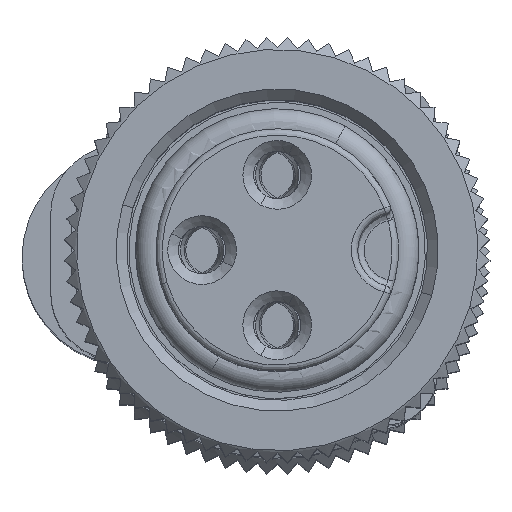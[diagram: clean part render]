
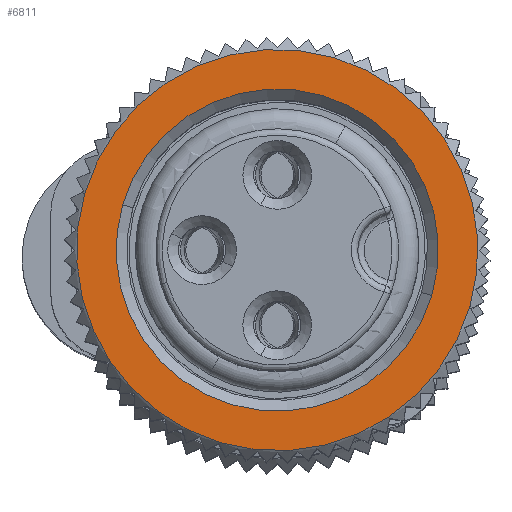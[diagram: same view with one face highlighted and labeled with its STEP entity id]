
A CAD part, top view. The second image highlights one B-rep face of the part: STEP entity #6811.
In plain terms, the highlighted planar face has unit normal (0, 0, 1).
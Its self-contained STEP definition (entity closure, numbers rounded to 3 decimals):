
#4577=AXIS2_PLACEMENT_3D('Circle Axis2P3D',#4575,#4576,$) ;
#6200=AXIS2_PLACEMENT_3D('Circle Axis2P3D',#6198,#6199,$) ;
#6787=AXIS2_PLACEMENT_3D('Plane Axis2P3D',#6784,#6785,#6786) ;
#6795=AXIS2_PLACEMENT_3D('Circle Axis2P3D',#6793,#6794,$) ;
#6804=AXIS2_PLACEMENT_3D('Circle Axis2P3D',#6802,#6803,$) ;
#4572=CARTESIAN_POINT('Vertex',(1.459,6.269,168.312)) ;
#4575=CARTESIAN_POINT('Axis2P3D Location',(5.942,4.954,168.312)) ;
#4579=CARTESIAN_POINT('Vertex',(10.425,3.638,168.312)) ;
#6198=CARTESIAN_POINT('Axis2P3D Location',(5.942,4.954,168.312)) ;
#6784=CARTESIAN_POINT('Axis2P3D Location',(3.29,7.605,168.312)) ;
#6793=CARTESIAN_POINT('Axis2P3D Location',(5.942,4.954,168.312)) ;
#6797=CARTESIAN_POINT('Vertex',(2.344,6.009,168.312)) ;
#6799=CARTESIAN_POINT('Vertex',(9.54,3.898,168.312)) ;
#6802=CARTESIAN_POINT('Axis2P3D Location',(5.942,4.954,168.312)) ;
#4576=DIRECTION('Axis2P3D Direction',(0.,0.,-1.)) ;
#6199=DIRECTION('Axis2P3D Direction',(0.,0.,-1.)) ;
#6785=DIRECTION('Axis2P3D Direction',(0.,0.,1.)) ;
#6786=DIRECTION('Axis2P3D XDirection',(-0.707,0.707,0.)) ;
#6794=DIRECTION('Axis2P3D Direction',(0.,0.,1.)) ;
#6803=DIRECTION('Axis2P3D Direction',(0.,0.,1.)) ;
#6790=ORIENTED_EDGE('',*,*,#4581,.T.) ;
#6791=ORIENTED_EDGE('',*,*,#6202,.T.) ;
#6808=ORIENTED_EDGE('',*,*,#6801,.F.) ;
#6809=ORIENTED_EDGE('',*,*,#6806,.F.) ;
#6810=FACE_BOUND('',#6807,.T.) ;
#6811=ADVANCED_FACE('Hauptk\X2\00F6\X0\rper',(#6792,#6810),#6788,.T.) ;
#4578=CIRCLE('generated circle',#4577,4.672) ;
#6201=CIRCLE('generated circle',#6200,4.672) ;
#6796=CIRCLE('generated circle',#6795,3.75) ;
#6805=CIRCLE('generated circle',#6804,3.75) ;
#4581=EDGE_CURVE('',#4580,#4573,#4578,.F.) ;
#6202=EDGE_CURVE('',#4573,#4580,#6201,.F.) ;
#6801=EDGE_CURVE('',#6798,#6800,#6796,.T.) ;
#6806=EDGE_CURVE('',#6800,#6798,#6805,.T.) ;
#6789=EDGE_LOOP('',(#6790,#6791)) ;
#6807=EDGE_LOOP('',(#6808,#6809)) ;
#6792=FACE_OUTER_BOUND('',#6789,.T.) ;
#6788=PLANE('',#6787) ;
#4573=VERTEX_POINT('',#4572) ;
#4580=VERTEX_POINT('',#4579) ;
#6798=VERTEX_POINT('',#6797) ;
#6800=VERTEX_POINT('',#6799) ;
